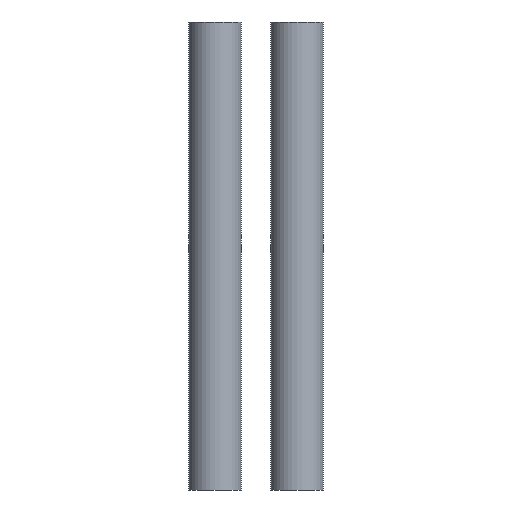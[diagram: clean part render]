
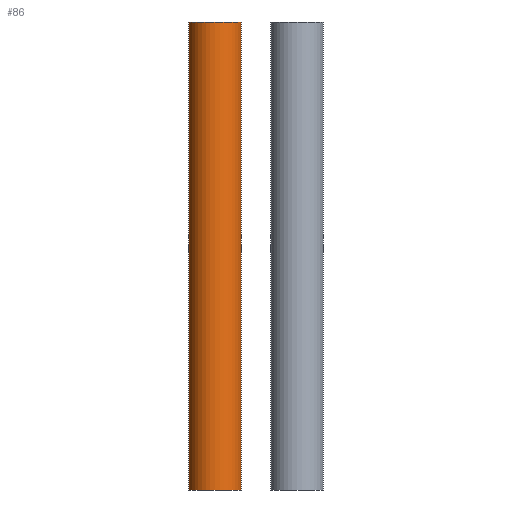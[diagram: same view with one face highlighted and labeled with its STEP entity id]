
A CAD part, front view. The second image highlights one B-rep face of the part: STEP entity #86.
In plain terms, the highlighted cylindrical face has radius 4.5 mm (diameter 9 mm), a full revolution.
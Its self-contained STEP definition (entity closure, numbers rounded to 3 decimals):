
#86=ADVANCED_FACE('',(#126,#128),#130,.T.);
#126=FACE_OUTER_BOUND('',#127,.T.);
#127=EDGE_LOOP('',(#249));
#128=FACE_OUTER_BOUND('',#129,.T.);
#129=EDGE_LOOP('',(#250));
#130=CYLINDRICAL_SURFACE('',#131,4.5);
#131=AXIS2_PLACEMENT_3D('',#132,#133,#134);
#132=CARTESIAN_POINT('',(-7.,-7.,0.));
#133=DIRECTION('',(0.,0.,1.));
#134=DIRECTION('',(1.,0.,0.));
#249=ORIENTED_EDGE('',*,*,#277,.F.);
#250=ORIENTED_EDGE('',*,*,#275,.T.);
#275=EDGE_CURVE('',#291,#291,#292,.T.);
#277=EDGE_CURVE('',#295,#295,#296,.T.);
#291=VERTEX_POINT('',#323);
#292=CIRCLE('',#324,4.5);
#295=VERTEX_POINT('',#333);
#296=CIRCLE('',#334,4.5);
#323=CARTESIAN_POINT('',(-2.5,-7.,0.));
#324=AXIS2_PLACEMENT_3D('',#325,#326,#327);
#325=CARTESIAN_POINT('',(-7.,-7.,0.));
#326=DIRECTION('',(0.,0.,1.));
#327=DIRECTION('',(1.,0.,0.));
#333=CARTESIAN_POINT('',(-2.5,-7.,80.));
#334=AXIS2_PLACEMENT_3D('',#335,#336,#337);
#335=CARTESIAN_POINT('',(-7.,-7.,80.));
#336=DIRECTION('',(0.,0.,1.));
#337=DIRECTION('',(1.,0.,0.));
